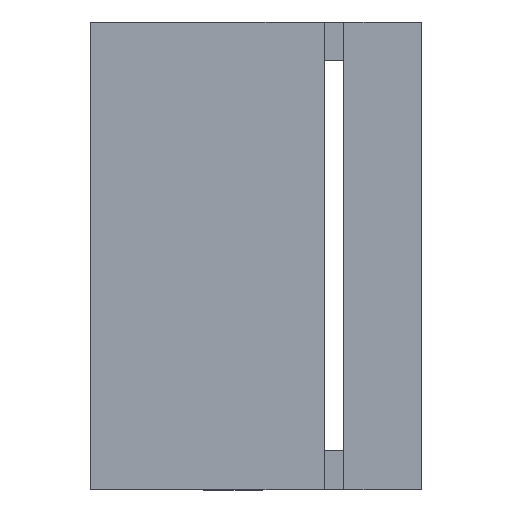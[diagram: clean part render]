
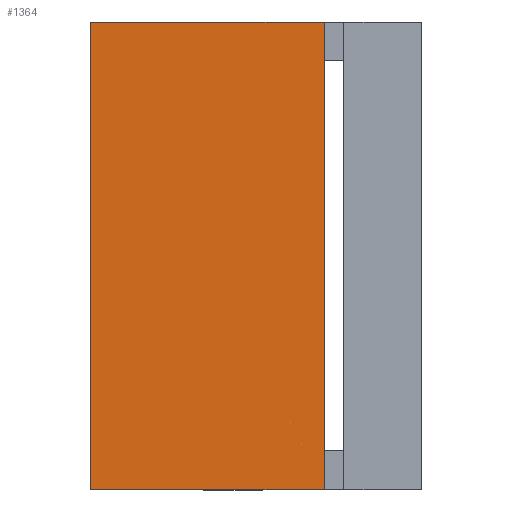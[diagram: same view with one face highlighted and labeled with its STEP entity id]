
A CAD part, left-side view. The second image highlights one B-rep face of the part: STEP entity #1364.
In plain terms, the highlighted planar face has unit normal (-1, 0, 0).
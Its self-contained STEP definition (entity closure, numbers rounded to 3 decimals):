
#103=FACE_OUTER_BOUND('',#181,.T.);
#181=EDGE_LOOP('',(#1234,#1235,#1236,#1237));
#225=LINE('',#1854,#408);
#277=LINE('',#1952,#460);
#294=LINE('',#1985,#477);
#368=LINE('',#2145,#551);
#408=VECTOR('',#1509,10.);
#460=VECTOR('',#1579,10.);
#477=VECTOR('',#1598,10.);
#551=VECTOR('',#1766,10.);
#584=VERTEX_POINT('',#1850);
#586=VERTEX_POINT('',#1853);
#623=VERTEX_POINT('',#1950);
#638=VERTEX_POINT('',#1984);
#717=EDGE_CURVE('',#586,#584,#225,.T.);
#769=EDGE_CURVE('',#584,#623,#277,.T.);
#786=EDGE_CURVE('',#586,#638,#294,.T.);
#866=EDGE_CURVE('',#638,#623,#368,.T.);
#1234=ORIENTED_EDGE('',*,*,#717,.T.);
#1235=ORIENTED_EDGE('',*,*,#769,.T.);
#1236=ORIENTED_EDGE('',*,*,#866,.F.);
#1237=ORIENTED_EDGE('',*,*,#786,.F.);
#1302=PLANE('',#1446);
#1364=ADVANCED_FACE('',(#103),#1302,.T.);
#1446=AXIS2_PLACEMENT_3D('',#2144,#1764,#1765);
#1509=DIRECTION('',(0.,0.,1.));
#1579=DIRECTION('',(0.,1.,0.));
#1598=DIRECTION('',(0.,1.,0.));
#1764=DIRECTION('center_axis',(-1.,0.,0.));
#1765=DIRECTION('ref_axis',(0.,0.,1.));
#1766=DIRECTION('',(0.,0.,1.));
#1850=CARTESIAN_POINT('',(-28.011,5.,24.099));
#1853=CARTESIAN_POINT('',(-28.011,5.,0.099));
#1854=CARTESIAN_POINT('',(-28.011,5.,0.099));
#1950=CARTESIAN_POINT('',(-28.011,17.,24.099));
#1952=CARTESIAN_POINT('',(-28.011,0.,24.099));
#1984=CARTESIAN_POINT('',(-28.011,17.,0.099));
#1985=CARTESIAN_POINT('',(-28.011,0.,0.099));
#2144=CARTESIAN_POINT('Origin',(-28.011,0.,0.099));
#2145=CARTESIAN_POINT('',(-28.011,17.,24.099));
